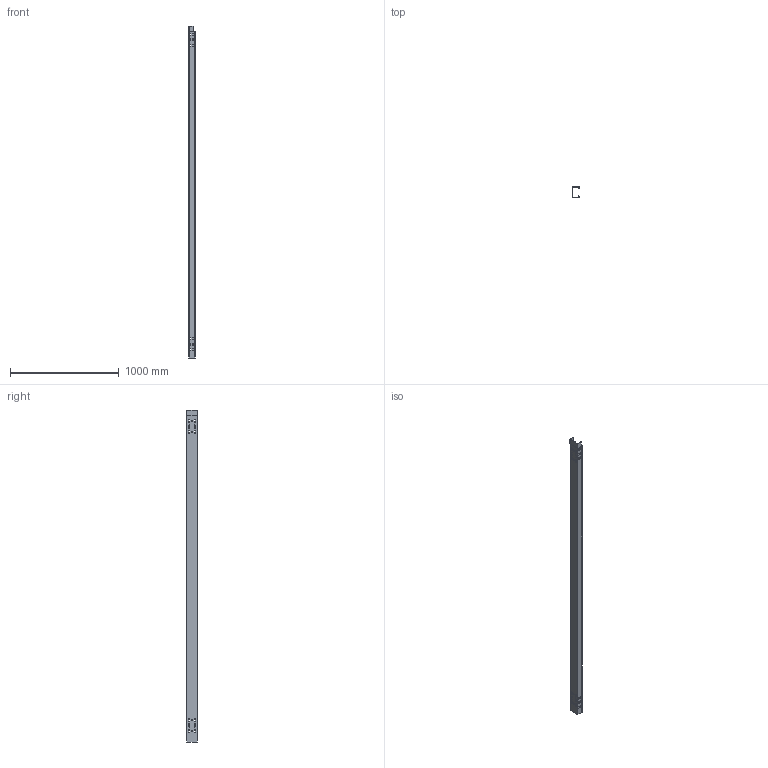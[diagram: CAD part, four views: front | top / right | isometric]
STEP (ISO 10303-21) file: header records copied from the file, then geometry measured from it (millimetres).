
FILE_DESCRIPTION((''),'2;1');
FILE_NAME('6047611','2012-06-22T',('AndreasKeweloh'),(''),'PRO/ENGINEER BY PARAMETRIC TECHNOLOGY CORPORATION, 2012060','PRO/ENGINEER BY PARAMETRIC TECHNOLOGY CORPORATION, 2012060','');
FILE_SCHEMA(('CONFIG_CONTROL_DESIGN'));
Length unit declared in the file: millimetre
Products named in the file (1): 6047611
Bounding box: 60.94 x 103 x 3050.5 mm (x, y, z)
Volume: 533279.8 mm3; surface area: 1487657 mm2
Topology: 1 solids, 1 shells, 306 faces, 850 edges, 548 vertices
Faces by surface type: plane 174, cylinder 108, torus 10, cone 8, sphere 4, bspline 2
Entity records: 9950 total; most frequent: CARTESIAN_POINT 1730, DIRECTION 1698, ORIENTED_EDGE 1692, EDGE_CURVE 846, VECTOR 602, LINE 602, AXIS2_PLACEMENT_3D 548, VERTEX_POINT 548
